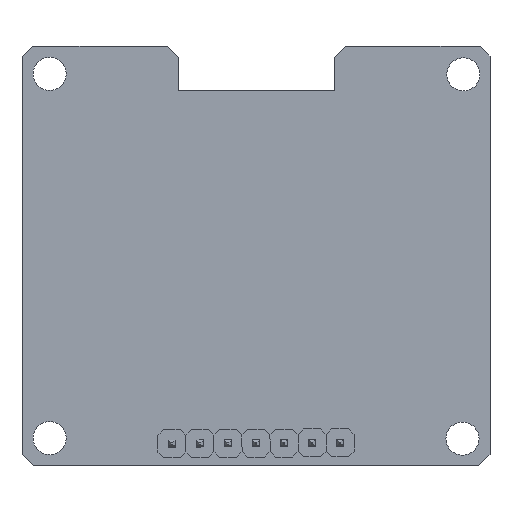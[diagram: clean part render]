
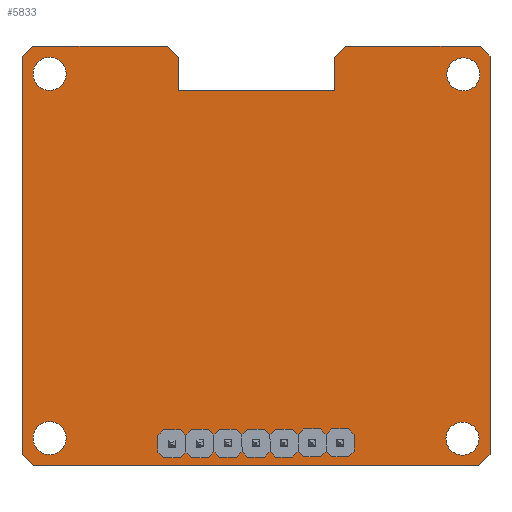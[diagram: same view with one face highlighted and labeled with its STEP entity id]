
A CAD part, front view. The second image highlights one B-rep face of the part: STEP entity #5833.
In plain terms, the highlighted planar face has unit normal (0, -1, 0).
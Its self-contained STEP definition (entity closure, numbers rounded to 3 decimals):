
#66=CIRCLE('',#6199,0.549);
#67=CIRCLE('',#6201,0.549);
#68=CIRCLE('',#6203,0.549);
#69=CIRCLE('',#6205,0.549);
#70=CIRCLE('',#6207,0.55);
#71=CIRCLE('',#6209,0.549);
#72=CIRCLE('',#6211,0.549);
#73=CIRCLE('',#6213,1.5);
#74=CIRCLE('',#6215,1.5);
#75=CIRCLE('',#6217,1.5);
#76=CIRCLE('',#6219,1.5);
#301=FACE_BOUND('',#938,.T.);
#302=FACE_BOUND('',#939,.T.);
#303=FACE_BOUND('',#940,.T.);
#304=FACE_BOUND('',#941,.T.);
#305=FACE_BOUND('',#942,.T.);
#306=FACE_BOUND('',#943,.T.);
#307=FACE_BOUND('',#944,.T.);
#308=FACE_BOUND('',#945,.T.);
#309=FACE_BOUND('',#946,.T.);
#310=FACE_BOUND('',#947,.T.);
#311=FACE_BOUND('',#948,.T.);
#578=FACE_OUTER_BOUND('',#937,.T.);
#937=EDGE_LOOP('',(#4760,#4761,#4762,#4763,#4764,#4765,#4766,#4767,#4768,
#4769,#4770,#4771,#4772,#4773));
#938=EDGE_LOOP('',(#4774));
#939=EDGE_LOOP('',(#4775));
#940=EDGE_LOOP('',(#4776));
#941=EDGE_LOOP('',(#4777));
#942=EDGE_LOOP('',(#4778));
#943=EDGE_LOOP('',(#4779));
#944=EDGE_LOOP('',(#4780));
#945=EDGE_LOOP('',(#4781));
#946=EDGE_LOOP('',(#4782));
#947=EDGE_LOOP('',(#4783));
#948=EDGE_LOOP('',(#4784));
#1557=LINE('',#8933,#2237);
#1572=LINE('',#9019,#2252);
#1575=LINE('',#9024,#2255);
#1577=LINE('',#9028,#2257);
#1580=LINE('',#9033,#2260);
#1581=LINE('',#9036,#2261);
#1583=LINE('',#9040,#2263);
#1585=LINE('',#9043,#2265);
#1586=LINE('',#9046,#2266);
#1588=LINE('',#9050,#2268);
#1590=LINE('',#9054,#2270);
#1592=LINE('',#9058,#2272);
#1594=LINE('',#9062,#2274);
#1596=LINE('',#9065,#2276);
#2237=VECTOR('',#7397,10.);
#2252=VECTOR('',#7482,10.);
#2255=VECTOR('',#7487,10.);
#2257=VECTOR('',#7491,10.);
#2260=VECTOR('',#7496,10.);
#2261=VECTOR('',#7499,10.);
#2263=VECTOR('',#7503,10.);
#2265=VECTOR('',#7507,10.);
#2266=VECTOR('',#7510,10.);
#2268=VECTOR('',#7514,10.);
#2270=VECTOR('',#7518,10.);
#2272=VECTOR('',#7522,10.);
#2274=VECTOR('',#7526,10.);
#2276=VECTOR('',#7530,10.);
#2707=VERTEX_POINT('',#8930);
#2708=VERTEX_POINT('',#8932);
#2732=VERTEX_POINT('',#8984);
#2733=VERTEX_POINT('',#8987);
#2734=VERTEX_POINT('',#8990);
#2735=VERTEX_POINT('',#8993);
#2736=VERTEX_POINT('',#8996);
#2737=VERTEX_POINT('',#8999);
#2738=VERTEX_POINT('',#9002);
#2739=VERTEX_POINT('',#9005);
#2740=VERTEX_POINT('',#9008);
#2741=VERTEX_POINT('',#9011);
#2742=VERTEX_POINT('',#9014);
#2743=VERTEX_POINT('',#9017);
#2744=VERTEX_POINT('',#9018);
#2745=VERTEX_POINT('',#9023);
#2746=VERTEX_POINT('',#9027);
#2747=VERTEX_POINT('',#9031);
#2748=VERTEX_POINT('',#9035);
#2749=VERTEX_POINT('',#9039);
#2750=VERTEX_POINT('',#9045);
#2751=VERTEX_POINT('',#9049);
#2752=VERTEX_POINT('',#9053);
#2753=VERTEX_POINT('',#9057);
#2754=VERTEX_POINT('',#9061);
#3383=EDGE_CURVE('',#2708,#2707,#1557,.T.);
#3409=EDGE_CURVE('',#2732,#2732,#66,.T.);
#3410=EDGE_CURVE('',#2733,#2733,#67,.T.);
#3411=EDGE_CURVE('',#2734,#2734,#68,.T.);
#3412=EDGE_CURVE('',#2735,#2735,#69,.T.);
#3413=EDGE_CURVE('',#2736,#2736,#70,.T.);
#3414=EDGE_CURVE('',#2737,#2737,#71,.T.);
#3415=EDGE_CURVE('',#2738,#2738,#72,.T.);
#3416=EDGE_CURVE('',#2739,#2739,#73,.T.);
#3417=EDGE_CURVE('',#2740,#2740,#74,.T.);
#3418=EDGE_CURVE('',#2741,#2741,#75,.T.);
#3419=EDGE_CURVE('',#2742,#2742,#76,.T.);
#3420=EDGE_CURVE('',#2743,#2744,#1572,.T.);
#3423=EDGE_CURVE('',#2743,#2745,#1575,.T.);
#3425=EDGE_CURVE('',#2746,#2745,#1577,.T.);
#3428=EDGE_CURVE('',#2746,#2747,#1580,.T.);
#3429=EDGE_CURVE('',#2748,#2747,#1581,.T.);
#3431=EDGE_CURVE('',#2748,#2749,#1583,.T.);
#3433=EDGE_CURVE('',#2749,#2708,#1585,.T.);
#3434=EDGE_CURVE('',#2707,#2750,#1586,.T.);
#3436=EDGE_CURVE('',#2750,#2751,#1588,.T.);
#3438=EDGE_CURVE('',#2752,#2751,#1590,.T.);
#3440=EDGE_CURVE('',#2753,#2752,#1592,.T.);
#3442=EDGE_CURVE('',#2754,#2753,#1594,.T.);
#3444=EDGE_CURVE('',#2744,#2754,#1596,.T.);
#4760=ORIENTED_EDGE('',*,*,#3420,.F.);
#4761=ORIENTED_EDGE('',*,*,#3423,.T.);
#4762=ORIENTED_EDGE('',*,*,#3425,.F.);
#4763=ORIENTED_EDGE('',*,*,#3428,.T.);
#4764=ORIENTED_EDGE('',*,*,#3429,.F.);
#4765=ORIENTED_EDGE('',*,*,#3431,.T.);
#4766=ORIENTED_EDGE('',*,*,#3433,.T.);
#4767=ORIENTED_EDGE('',*,*,#3383,.T.);
#4768=ORIENTED_EDGE('',*,*,#3434,.T.);
#4769=ORIENTED_EDGE('',*,*,#3436,.T.);
#4770=ORIENTED_EDGE('',*,*,#3438,.F.);
#4771=ORIENTED_EDGE('',*,*,#3440,.F.);
#4772=ORIENTED_EDGE('',*,*,#3442,.F.);
#4773=ORIENTED_EDGE('',*,*,#3444,.F.);
#4774=ORIENTED_EDGE('',*,*,#3413,.T.);
#4775=ORIENTED_EDGE('',*,*,#3409,.T.);
#4776=ORIENTED_EDGE('',*,*,#3410,.T.);
#4777=ORIENTED_EDGE('',*,*,#3411,.T.);
#4778=ORIENTED_EDGE('',*,*,#3412,.T.);
#4779=ORIENTED_EDGE('',*,*,#3414,.T.);
#4780=ORIENTED_EDGE('',*,*,#3415,.T.);
#4781=ORIENTED_EDGE('',*,*,#3416,.T.);
#4782=ORIENTED_EDGE('',*,*,#3417,.T.);
#4783=ORIENTED_EDGE('',*,*,#3418,.T.);
#4784=ORIENTED_EDGE('',*,*,#3419,.T.);
#5278=PLANE('',#6233);
#5833=ADVANCED_FACE('',(#578,#301,#302,#303,#304,#305,#306,#307,#308,#309,
#310,#311),#5278,.F.);
#6199=AXIS2_PLACEMENT_3D('',#8985,#7438,#7439);
#6201=AXIS2_PLACEMENT_3D('',#8988,#7442,#7443);
#6203=AXIS2_PLACEMENT_3D('',#8991,#7446,#7447);
#6205=AXIS2_PLACEMENT_3D('',#8994,#7450,#7451);
#6207=AXIS2_PLACEMENT_3D('',#8997,#7454,#7455);
#6209=AXIS2_PLACEMENT_3D('',#9000,#7458,#7459);
#6211=AXIS2_PLACEMENT_3D('',#9003,#7462,#7463);
#6213=AXIS2_PLACEMENT_3D('',#9006,#7466,#7467);
#6215=AXIS2_PLACEMENT_3D('',#9009,#7470,#7471);
#6217=AXIS2_PLACEMENT_3D('',#9012,#7474,#7475);
#6219=AXIS2_PLACEMENT_3D('',#9015,#7478,#7479);
#6233=AXIS2_PLACEMENT_3D('',#9066,#7531,#7532);
#7397=DIRECTION('',(0.,0.,1.));
#7438=DIRECTION('center_axis',(0.,1.,0.));
#7439=DIRECTION('ref_axis',(-1.,0.,0.));
#7442=DIRECTION('center_axis',(0.,1.,0.));
#7443=DIRECTION('ref_axis',(-1.,0.,0.));
#7446=DIRECTION('center_axis',(0.,1.,0.));
#7447=DIRECTION('ref_axis',(-1.,0.,0.));
#7450=DIRECTION('center_axis',(0.,1.,0.));
#7451=DIRECTION('ref_axis',(-1.,0.,0.));
#7454=DIRECTION('center_axis',(0.,1.,0.));
#7455=DIRECTION('ref_axis',(-1.,0.,0.));
#7458=DIRECTION('center_axis',(0.,1.,0.));
#7459=DIRECTION('ref_axis',(-1.,0.,0.));
#7462=DIRECTION('center_axis',(0.,1.,0.));
#7463=DIRECTION('ref_axis',(-1.,0.,0.));
#7466=DIRECTION('center_axis',(0.,1.,0.));
#7467=DIRECTION('ref_axis',(-1.,0.,0.));
#7470=DIRECTION('center_axis',(0.,1.,0.));
#7471=DIRECTION('ref_axis',(-1.,0.,0.));
#7474=DIRECTION('center_axis',(0.,1.,0.));
#7475=DIRECTION('ref_axis',(-1.,0.,0.));
#7478=DIRECTION('center_axis',(0.,1.,0.));
#7479=DIRECTION('ref_axis',(-1.,0.,0.));
#7482=DIRECTION('',(0.707,0.,-0.707));
#7487=DIRECTION('',(-1.,0.,0.));
#7491=DIRECTION('',(0.698,0.,0.716));
#7496=DIRECTION('',(0.,0.,-1.));
#7499=DIRECTION('',(-0.707,0.,0.707));
#7503=DIRECTION('',(1.,0.,0.));
#7507=DIRECTION('',(0.707,0.,0.707));
#7510=DIRECTION('',(-0.709,0.,0.705));
#7514=DIRECTION('',(-1.,0.,0.));
#7518=DIRECTION('',(0.707,0.,0.707));
#7522=DIRECTION('',(0.,0.,1.));
#7526=DIRECTION('',(1.,0.,0.));
#7530=DIRECTION('',(0.,0.,-1.));
#7531=DIRECTION('center_axis',(0.,1.,0.));
#7532=DIRECTION('ref_axis',(1.,0.,0.));
#8930=CARTESIAN_POINT('',(42.4,0.,37.117));
#8932=CARTESIAN_POINT('',(42.4,0.,1.));
#8933=CARTESIAN_POINT('',(42.4,0.,1.));
#8984=CARTESIAN_POINT('',(26.829,0.,2.065));
#8985=CARTESIAN_POINT('Origin',(26.28,0.,2.065));
#8987=CARTESIAN_POINT('',(24.289,0.,2.052));
#8988=CARTESIAN_POINT('Origin',(23.74,0.,2.052));
#8990=CARTESIAN_POINT('',(21.749,0.,2.039));
#8991=CARTESIAN_POINT('Origin',(21.2,0.,2.039));
#8993=CARTESIAN_POINT('',(19.209,0.,2.026));
#8994=CARTESIAN_POINT('Origin',(18.66,0.,2.026));
#8996=CARTESIAN_POINT('',(29.375,0.,2.077));
#8997=CARTESIAN_POINT('Origin',(28.825,0.,2.077));
#8999=CARTESIAN_POINT('',(16.669,0.,2.013));
#9000=CARTESIAN_POINT('Origin',(16.12,0.,2.013));
#9002=CARTESIAN_POINT('',(14.129,0.,2.));
#9003=CARTESIAN_POINT('Origin',(13.58,0.,2.));
#9005=CARTESIAN_POINT('',(41.491,0.,35.452));
#9006=CARTESIAN_POINT('Origin',(39.991,0.,35.452));
#9008=CARTESIAN_POINT('',(41.406,0.,2.452));
#9009=CARTESIAN_POINT('Origin',(39.906,0.,2.452));
#9011=CARTESIAN_POINT('',(4.,0.,2.5));
#9012=CARTESIAN_POINT('Origin',(2.5,0.,2.5));
#9014=CARTESIAN_POINT('',(4.,0.,35.5));
#9015=CARTESIAN_POINT('Origin',(2.5,0.,35.5));
#9017=CARTESIAN_POINT('',(13.176,0.,38.));
#9018=CARTESIAN_POINT('',(14.176,0.,37.));
#9019=CARTESIAN_POINT('',(13.176,0.,38.));
#9023=CARTESIAN_POINT('',(0.976,0.,38.));
#9024=CARTESIAN_POINT('',(13.176,0.,38.));
#9027=CARTESIAN_POINT('',(0.,0.,37.));
#9028=CARTESIAN_POINT('',(0.,0.,37.));
#9031=CARTESIAN_POINT('',(0.,0.,1.));
#9033=CARTESIAN_POINT('',(0.,0.,37.));
#9035=CARTESIAN_POINT('',(1.,0.,0.));
#9036=CARTESIAN_POINT('',(1.,0.,0.));
#9039=CARTESIAN_POINT('',(41.4,0.,0.));
#9040=CARTESIAN_POINT('',(1.,0.,0.));
#9043=CARTESIAN_POINT('',(41.4,0.,0.));
#9045=CARTESIAN_POINT('',(41.512,0.,38.));
#9046=CARTESIAN_POINT('',(42.4,0.,37.117));
#9049=CARTESIAN_POINT('',(29.312,0.,38.));
#9050=CARTESIAN_POINT('',(41.512,0.,38.));
#9053=CARTESIAN_POINT('',(28.312,0.,37.));
#9054=CARTESIAN_POINT('',(28.312,0.,37.));
#9057=CARTESIAN_POINT('',(28.312,0.,34.));
#9058=CARTESIAN_POINT('',(28.312,0.,34.));
#9061=CARTESIAN_POINT('',(14.176,0.,34.));
#9062=CARTESIAN_POINT('',(14.176,0.,34.));
#9065=CARTESIAN_POINT('',(14.176,0.,37.));
#9066=CARTESIAN_POINT('Origin',(21.2,0.,19.));
